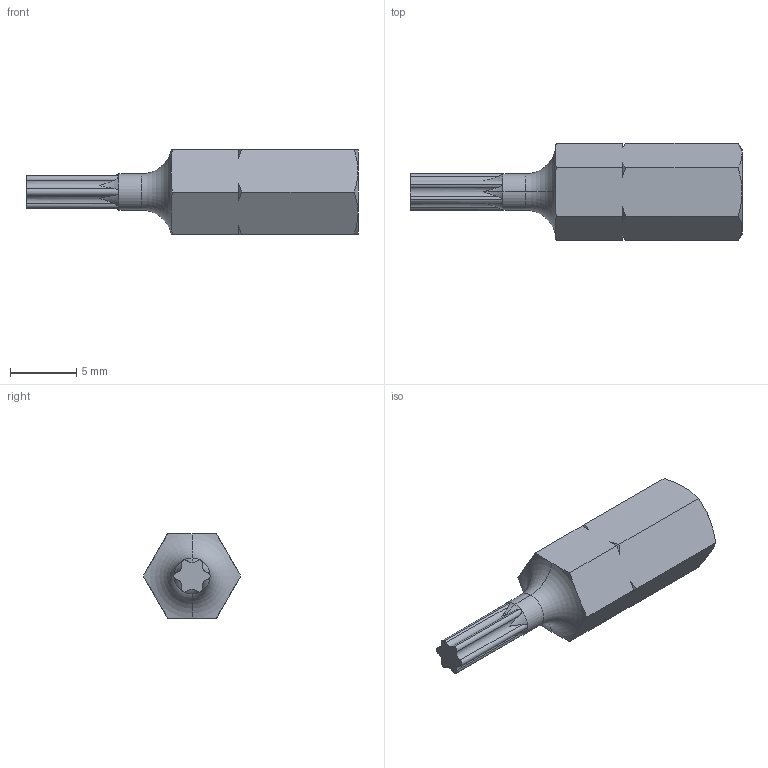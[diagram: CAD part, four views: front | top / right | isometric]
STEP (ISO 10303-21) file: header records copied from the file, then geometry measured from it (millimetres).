
FILE_DESCRIPTION (( 'STEP AP214' ), '1' );
FILE_NAME ('TORQUELEADER + PARTNUMBER-029770.STEP', '2013-03-08T13:02:49', ( 'Windows User' ), ( '' ), 'SwSTEP 2.0', 'SolidWorks 2013', '' );
FILE_SCHEMA (( 'AUTOMOTIVE_DESIGN' ));
Length unit declared in the file: millimetre
Products named in the file (1): TORQUELEADER + PARTNUMBER-029770
Bounding box: 25 x 7.33 x 6.35 mm (x, y, z)
Volume: 555.3 mm3; surface area: 467.8 mm2
Topology: 1 solids, 1 shells, 52 faces, 139 edges, 89 vertices
Faces by surface type: cylinder 17, plane 14, cone 12, torus 9
Entity records: 1831 total; most frequent: CARTESIAN_POINT 579, ORIENTED_EDGE 278, DIRECTION 227, EDGE_CURVE 139, AXIS2_PLACEMENT_3D 93, VERTEX_POINT 89, B_SPLINE_CURVE_WITH_KNOTS 58, EDGE_LOOP 52
